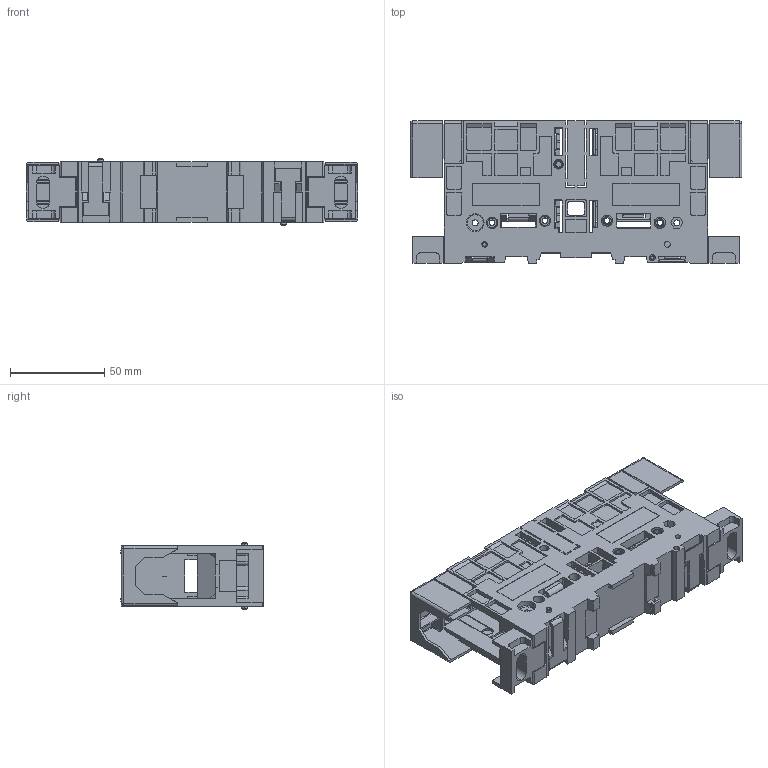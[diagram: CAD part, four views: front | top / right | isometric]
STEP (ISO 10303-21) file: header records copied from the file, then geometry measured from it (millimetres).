
FILE_DESCRIPTION((''),'2;1');
FILE_NAME('GPM_95-BB-FIX_ASM','2022-07-14T10:38:35',('klemen.sitar'),('Audax d.o.o.'),'CREO PARAMETRIC BY PTC INC, 2021304','CREO PARAMETRIC BY PTC INC, 2021304','');
FILE_SCHEMA(('AP242_MANAGED_MODEL_BASED_3D_ENGINEERING_MIM_LF { 1 0 10303 442 1 1 4 }'));
Products named in the file (2): ISOLANTE_GPM_95-666360; GPM_95-BB-FIX_ASM
Assembly tree (1 placements, depth 2):
  GPM_95-BB-FIX_ASM
    ISOLANTE_GPM_95-666360
Bounding box: 176 x 75.7 x 36 mm (x, y, z)
Volume: 1534.1 mm3; surface area: 107354.2 mm2
Topology: 9 solids, 10 shells, 2190 faces, 6135 edges, 3985 vertices
Faces by surface type: plane 1508, cylinder 608, sphere 28, cone 28, torus 18
Entity records: 106617 total; most frequent: CARTESIAN_POINT 14998, ORIENTED_EDGE 12198, DIRECTION 11732, PRESENTATION_STYLE_ASSIGNMENT 8309, STYLED_ITEM 8309, CURVE_STYLE 6109, EDGE_CURVE 6107, VECTOR 4822
